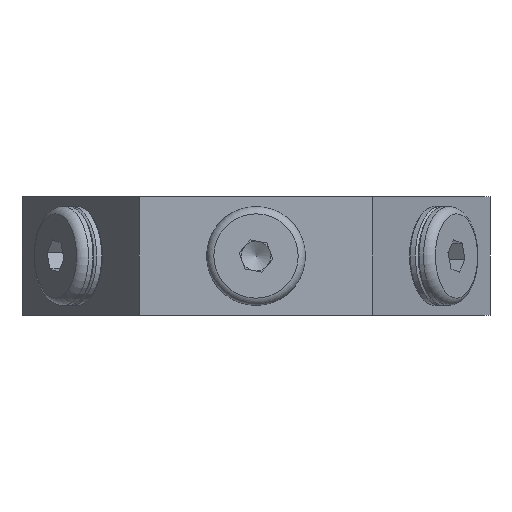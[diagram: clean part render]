
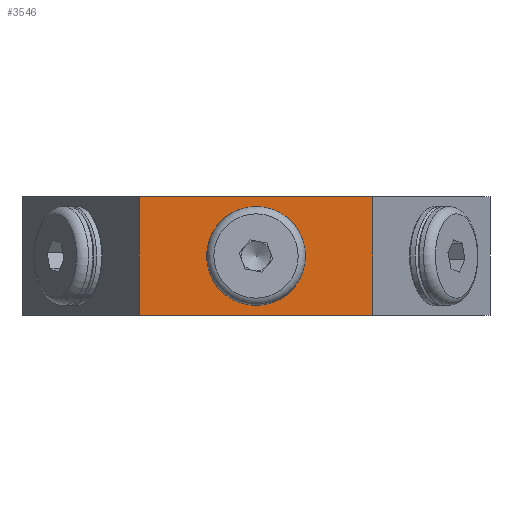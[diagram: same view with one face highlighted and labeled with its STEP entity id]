
A CAD part, front view. The second image highlights one B-rep face of the part: STEP entity #3546.
In plain terms, the highlighted face is planar.
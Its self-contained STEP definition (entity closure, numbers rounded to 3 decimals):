
#151=CIRCLE('',#3797,2.459);
#217=FACE_BOUND('',#692,.T.);
#295=PLANE('',#3813);
#473=FACE_OUTER_BOUND('',#691,.T.);
#691=EDGE_LOOP('',(#3141,#3142,#3143,#3144));
#692=EDGE_LOOP('',(#3145));
#967=LINE('',#6373,#1256);
#981=LINE('',#6441,#1270);
#988=LINE('',#6457,#1277);
#989=LINE('',#6459,#1278);
#1256=VECTOR('',#4256,10.);
#1270=VECTOR('',#4332,10.);
#1277=VECTOR('',#4353,10.);
#1278=VECTOR('',#4356,10.);
#1730=VERTEX_POINT('',#6370);
#1731=VERTEX_POINT('',#6372);
#1745=VERTEX_POINT('',#6414);
#1753=VERTEX_POINT('',#6438);
#1754=VERTEX_POINT('',#6440);
#2187=EDGE_CURVE('',#1730,#1731,#967,.T.);
#2208=EDGE_CURVE('',#1745,#1745,#151,.T.);
#2220=EDGE_CURVE('',#1753,#1754,#981,.T.);
#2229=EDGE_CURVE('',#1753,#1731,#988,.T.);
#2230=EDGE_CURVE('',#1754,#1730,#989,.T.);
#3141=ORIENTED_EDGE('',*,*,#2229,.T.);
#3142=ORIENTED_EDGE('',*,*,#2187,.F.);
#3143=ORIENTED_EDGE('',*,*,#2230,.F.);
#3144=ORIENTED_EDGE('',*,*,#2220,.F.);
#3145=ORIENTED_EDGE('',*,*,#2208,.T.);
#3546=ADVANCED_FACE('',(#473,#217),#295,.T.);
#3797=AXIS2_PLACEMENT_3D('',#6416,#4307,#4308);
#3813=AXIS2_PLACEMENT_3D('',#6458,#4354,#4355);
#4256=DIRECTION('',(0.,0.,-1.));
#4307=DIRECTION('center_axis',(-1.,0.,0.));
#4308=DIRECTION('ref_axis',(0.,0.,1.));
#4332=DIRECTION('',(0.,0.,1.));
#4353=DIRECTION('',(0.,1.,0.));
#4354=DIRECTION('center_axis',(1.,0.,0.));
#4355=DIRECTION('ref_axis',(0.,0.,-1.));
#4356=DIRECTION('',(0.,1.,0.));
#6370=CARTESIAN_POINT('',(20.5,6.,11.836));
#6372=CARTESIAN_POINT('',(20.5,6.,-11.836));
#6373=CARTESIAN_POINT('',(20.5,6.,11.836));
#6414=CARTESIAN_POINT('',(20.5,0.,-2.458));
#6416=CARTESIAN_POINT('Origin',(20.5,0.,0.));
#6438=CARTESIAN_POINT('',(20.5,-6.,-11.836));
#6440=CARTESIAN_POINT('',(20.5,-6.,11.836));
#6441=CARTESIAN_POINT('',(20.5,-6.,11.836));
#6457=CARTESIAN_POINT('',(20.5,0.,-11.836));
#6458=CARTESIAN_POINT('Origin',(20.5,0.,11.836));
#6459=CARTESIAN_POINT('',(20.5,0.,11.836));
